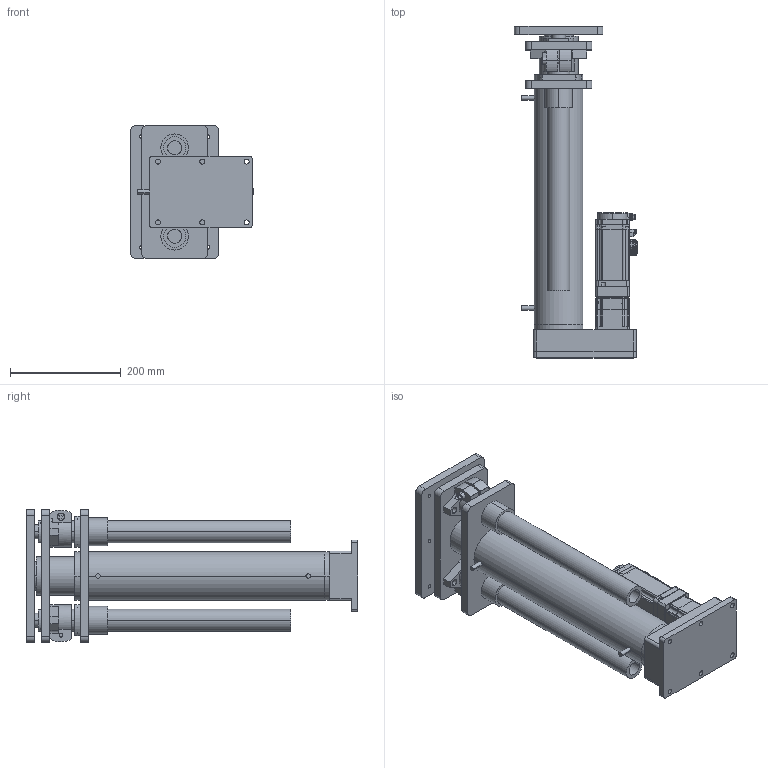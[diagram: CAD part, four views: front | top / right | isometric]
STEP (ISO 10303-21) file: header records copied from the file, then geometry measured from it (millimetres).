
FILE_DESCRIPTION (( 'STEP AP203' ), '1' );
FILE_NAME ('RLD88-10DZ-4.7KN-R520-S2-50mm-s.STEP', '2025-02-07T07:26:20', ( '微软用户' ), ( '微软中国' ), 'SwSTEP 2.0', 'SolidWorks 2022', '' );
FILE_SCHEMA (( 'CONFIG_CONTROL_DESIGN' ));
Length unit declared in the file: millimetre
Products named in the file (43): PRODUCT_1549.stp; 复件 240111-TG-88多节缸铜套内孔D25-50^RLD88-10DZ-4.7KN-R520-S2-50mm-s; 复件 240111-TG-88多节缸第二节缸筒^RLD88-10DZ-4.7KN-R520-S2-50mm-s; PRT0143.stp; ASM0039_ASM.stp; 复件 240111-TG-40导柱^RLD88-10DZ-4.7KN-R520-S2-50mm-s; 60C--QG.stp; 60C3-JK.stp; PRT0138.stp; 三维模型60C-400W-Z; 复件 SHHSA-40_base^复件 SHHSA-40_RLD88-10DZ-4.7KN-R520-S2-50mm-s; PRT0139.stp; 复件 240111-TG-25导柱^RLD88-10DZ-4.7KN-R520-S2-50mm-s; 复件 SHHSA_SCA-M8-L40^复件 SHHSA-40_RLD88-10DZ-4.7KN-R520-S2-50mm-s; PRT0146.stp; 零件6^RLD88-10DZ-4.7KN-R520-S2-50mm-s; PRT0144.stp; PRT0147.stp; PRT0149.stp; PRT0145.stp; 60S-HZ-YF-2.stp; 复件 240111-TG-88多节缸轴承座^RLD88-10DZ-4.7KN-R520-S2-50mm-s; 60C-HG.stp; PRT0150.stp; PRT0142.stp; 三维模型60C-400W-Z.stp; PRT0148.stp; YAKUAI_ASM.stp; RLD88-10DZ-4.7KN-R520-S2-50mm-s; 复件 SHHSA-40^RLD88-10DZ-4.7KN-R520-S2-50mm-s; PRT0005.stp; PRT0140.stp; ASM0006_ASM.stp; PRODUCT_168.stp; 复件 240111-TG-88多节缸铜套内孔D40-60^RLD88-10DZ-4.7KN-R520-S2-50mm-s; 复件 PGH60-L1-14-50-70-M5-A16^RLD88-10DZ-4.7KN-R520-S2-50mm-s; ASM0038_ASM.stp; PRT0151.stp; 复件 240111-TG-88多节缸第三节缸筒^RLD88-10DZ-4.7KN-R520-S2-50mm-s; PRT0137.stp ...
Assembly tree (67 placements, depth 6):
  零件6^RLD88-10DZ-4.7KN-R520-S2-50mm-s
  RLD88-10DZ-4.7KN-R520-S2-50mm-s
    复件 240111-TG-88多节缸箱体盖板^RLD88-10DZ-4.7KN-R520-S2-50mm-s
    复件 240111-TG-88多节缸轴承座^RLD88-10DZ-4.7KN-R520-S2-50mm-s
    复件 240111-TG-88多节缸第二节缸筒^RLD88-10DZ-4.7KN-R520-S2-50mm-s
    复件 240111-TG-88多节缸第三节缸筒^RLD88-10DZ-4.7KN-R520-S2-50mm-s
    复件 240111-TG-88多节缸第一节缸筒^RLD88-10DZ-4.7KN-R520-S2-50mm-s
    复件 240111-TG-25导柱^RLD88-10DZ-4.7KN-R520-S2-50mm-s  x2
    复件 240111-TG-40导柱^RLD88-10DZ-4.7KN-R520-S2-50mm-s  x2
    复件 240111-TG-88多节缸铜套内孔D25-50^RLD88-10DZ-4.7KN-R520-S2-50mm-s  x2
    复件 240111-TG-88多节缸铜套内孔D40-60^RLD88-10DZ-4.7KN-R520-S2-50mm-s  x2
    复件 SHHSA-40^RLD88-10DZ-4.7KN-R520-S2-50mm-s  x2
      复件 SHHSA-40_base^复件 SHHSA-40_RLD88-10DZ-4.7KN-R520-S2-50mm-s
      复件 SHHSA_SCA-M8-L40^复件 SHHSA-40_RLD88-10DZ-4.7KN-R520-S2-50mm-s
    复件 PGH60-L1-14-50-70-M5-A16^RLD88-10DZ-4.7KN-R520-S2-50mm-s
    三维模型60C-400W-Z
      三维模型60C-400W-Z.stp
        ASM0038_ASM.stp
          ASM0039_ASM.stp  x4
            PRT0145.stp
            PRT0146.stp
            PRT0147.stp
          PRT0137.stp
          PRT0138.stp
          PRT0139.stp
          PRT0140.stp
          PRT0141.stp
          PRT0142.stp
          PRT0143.stp
          PRT0144.stp  x4
          PRT0148.stp
          PRT0149.stp
          PRT0150.stp  x8
          PRT0151.stp  x9
        YAKUAI_ASM.stp
          ASM0006_ASM.stp
            PRODUCT_168.stp
            PRODUCT_1549.stp
        60C3-JK.stp
        60C--QG.stp
        60C-HG.stp
        PRT0005.stp
        60S-HZ-YF-2.stp
Bounding box: 222.7 x 600 x 240 mm (x, y, z)
Volume: 5092042.2 mm3; surface area: 1396160.2 mm2
Topology: 84 solids, 84 shells, 6818 faces, 16365 edges, 9822 vertices
Faces by surface type: plane 3502, cylinder 1630, bspline 934, cone 450, torus 188, sphere 114
Entity records: 160034 total; most frequent: CARTESIAN_POINT 55477, ORIENTED_EDGE 21228, DIRECTION 19541, EDGE_CURVE 10614, VERTEX_POINT 6573, AXIS2_PLACEMENT_3D 6534, VECTOR 6473, LINE 6473
